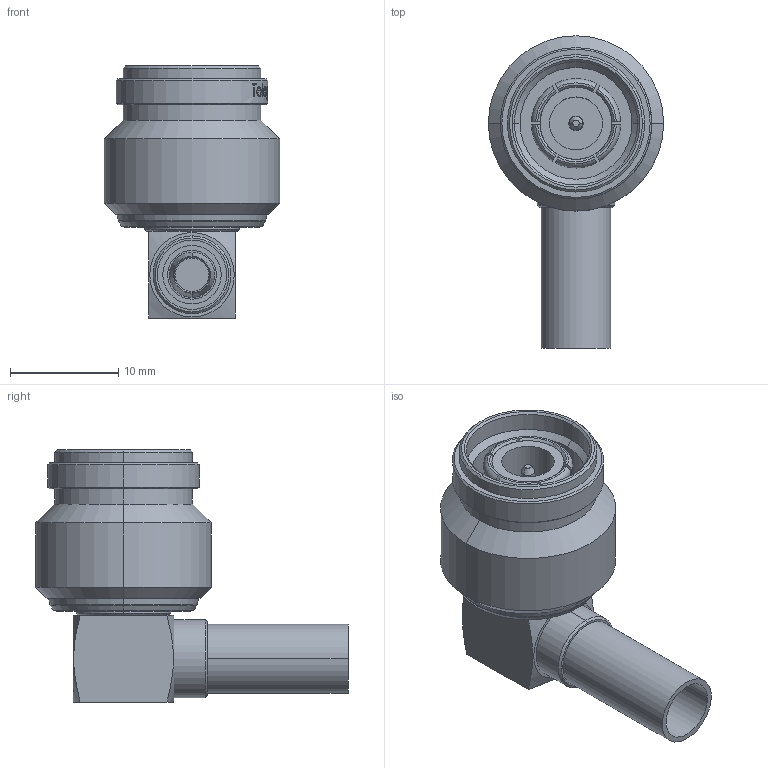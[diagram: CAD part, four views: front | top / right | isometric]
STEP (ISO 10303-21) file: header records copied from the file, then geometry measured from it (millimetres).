
FILE_DESCRIPTION (( 'STEP AP214' ), '1' );
FILE_NAME ('J01010A0005.STEP', '2011-04-28T11:51:23', ( 'markiewicz' ), ( '' ), 'SwSTEP 2.0', 'SolidWorks 2011', '' );
FILE_SCHEMA (( 'AUTOMOTIVE_DESIGN' ));
Length unit declared in the file: millimetre
Products named in the file (1): J01010A0005
Bounding box: 16.2 x 28.85 x 23.3 mm (x, y, z)
Volume: 3032.9 mm3; surface area: 2621.3 mm2
Topology: 1 solids, 1 shells, 306 faces, 755 edges, 488 vertices
Faces by surface type: plane 101, bspline 83, cylinder 66, cone 48, torus 8
Entity records: 17963 total; most frequent: CARTESIAN_POINT 8030, ORIENTED_EDGE 1510, DIRECTION 1106, EDGE_CURVE 755, VERTEX_POINT 488, AXIS2_PLACEMENT_3D 434, EDGE_LOOP 343, B_SPLINE_CURVE_WITH_KNOTS 307
